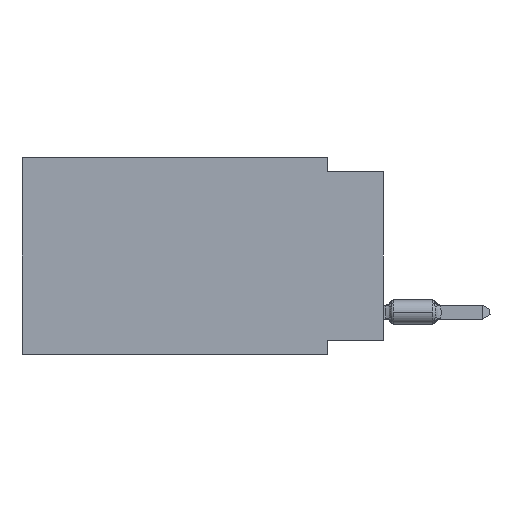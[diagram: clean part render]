
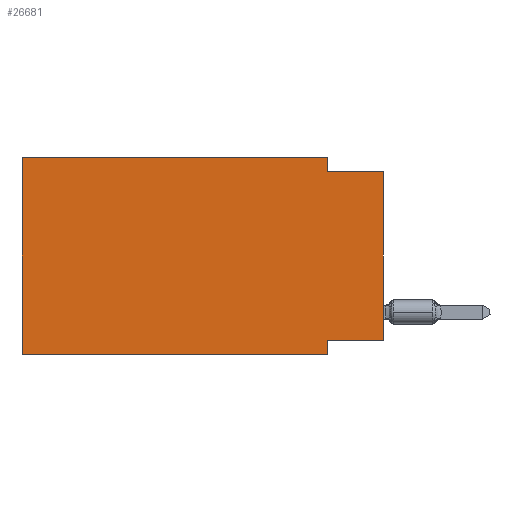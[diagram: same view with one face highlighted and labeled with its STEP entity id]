
A CAD part, left-side view. The second image highlights one B-rep face of the part: STEP entity #26681.
In plain terms, the highlighted planar face has unit normal (-1, 0, 0).
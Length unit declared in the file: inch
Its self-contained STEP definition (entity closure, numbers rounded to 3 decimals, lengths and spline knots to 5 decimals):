
#620 = ORIENTED_EDGE ( 'NONE', *, *, #9437, .F. ) ;
#960 = LINE ( 'NONE', #15586, #25190 ) ;
#1403 = EDGE_CURVE ( 'NONE', #18054, #28425, #9945, .T. ) ;
#1813 = VERTEX_POINT ( 'NONE', #12056 ) ;
#1883 = EDGE_CURVE ( 'NONE', #18054, #13291, #30283, .T. ) ;
#2787 = EDGE_CURVE ( 'NONE', #1813, #10255, #18089, .T. ) ;
#3081 = EDGE_CURVE ( 'NONE', #9881, #12187, #960, .T. ) ;
#3468 = CARTESIAN_POINT ( 'NONE',  ( 0., 0.645, -0.35 ) ) ;
#4660 = DIRECTION ( 'NONE',  ( 0., 1., 0. ) ) ;
#4715 = CARTESIAN_POINT ( 'NONE',  ( 0., 0.1, -0.325 ) ) ;
#5021 = VECTOR ( 'NONE', #19604, 39.37008 ) ;
#5112 = CARTESIAN_POINT ( 'NONE',  ( 0., 0.645, 0. ) ) ;
#5489 = VECTOR ( 'NONE', #15015, 39.37008 ) ;
#5676 = DIRECTION ( 'NONE',  ( 0., 0., 1. ) ) ;
#5986 = ORIENTED_EDGE ( 'NONE', *, *, #12317, .F. ) ;
#6381 = CARTESIAN_POINT ( 'NONE',  ( 0., 0.1, -0.35 ) ) ;
#7580 = CARTESIAN_POINT ( 'NONE',  ( 0., 0.1, 0. ) ) ;
#7626 = LINE ( 'NONE', #17024, #25457 ) ;
#7791 = ORIENTED_EDGE ( 'NONE', *, *, #16135, .F. ) ;
#8119 = PLANE ( 'NONE',  #28826 ) ;
#8844 = ORIENTED_EDGE ( 'NONE', *, *, #1403, .T. ) ;
#9021 = CARTESIAN_POINT ( 'NONE',  ( 0., 0.645, 0. ) ) ;
#9135 = CARTESIAN_POINT ( 'NONE',  ( 0., 0., -0.325 ) ) ;
#9263 = DIRECTION ( 'NONE',  ( 0., -1., 0. ) ) ;
#9437 = EDGE_CURVE ( 'NONE', #13291, #10545, #20819, .T. ) ;
#9881 = VERTEX_POINT ( 'NONE', #24342 ) ;
#9945 = LINE ( 'NONE', #3468, #5489 ) ;
#10255 = VERTEX_POINT ( 'NONE', #4715 ) ;
#10545 = VERTEX_POINT ( 'NONE', #7580 ) ;
#11573 = CARTESIAN_POINT ( 'NONE',  ( 0., 0., -0.025 ) ) ;
#12010 = LINE ( 'NONE', #17254, #26976 ) ;
#12056 = CARTESIAN_POINT ( 'NONE',  ( 0., 0., -0.325 ) ) ;
#12187 = VERTEX_POINT ( 'NONE', #11573 ) ;
#12317 = EDGE_CURVE ( 'NONE', #10545, #9881, #28704, .T. ) ;
#12596 = DIRECTION ( 'NONE',  ( 0., 0., -1. ) ) ;
#12642 = ORIENTED_EDGE ( 'NONE', *, *, #1883, .F. ) ;
#13128 = DIRECTION ( 'NONE',  ( 0., -1., 0. ) ) ;
#13291 = VERTEX_POINT ( 'NONE', #5112 ) ;
#13664 = ORIENTED_EDGE ( 'NONE', *, *, #23457, .T. ) ;
#15015 = DIRECTION ( 'NONE',  ( 0., -1., 0. ) ) ;
#15586 = CARTESIAN_POINT ( 'NONE',  ( 0., 0., -0.025 ) ) ;
#16135 = EDGE_CURVE ( 'NONE', #10255, #28425, #7626, .T. ) ;
#17024 = CARTESIAN_POINT ( 'NONE',  ( 0., 0.1, -0.35 ) ) ;
#17082 = EDGE_LOOP ( 'NONE', ( #13664, #19319, #5986, #620, #12642, #8844, #7791, #24090 ) ) ;
#17183 = VECTOR ( 'NONE', #23075, 39.37008 ) ;
#17254 = CARTESIAN_POINT ( 'NONE',  ( 0., 0., 0. ) ) ;
#17284 = CARTESIAN_POINT ( 'NONE',  ( 0., 0.1, 0. ) ) ;
#17972 = DIRECTION ( 'NONE',  ( 1., 0., 0. ) ) ;
#18054 = VERTEX_POINT ( 'NONE', #21743 ) ;
#18089 = LINE ( 'NONE', #9135, #20255 ) ;
#19319 = ORIENTED_EDGE ( 'NONE', *, *, #3081, .F. ) ;
#19604 = DIRECTION ( 'NONE',  ( 0., 0., -1. ) ) ;
#20255 = VECTOR ( 'NONE', #4660, 39.37008 ) ;
#20819 = LINE ( 'NONE', #27920, #21992 ) ;
#21743 = CARTESIAN_POINT ( 'NONE',  ( 0., 0.645, -0.35 ) ) ;
#21992 = VECTOR ( 'NONE', #9263, 39.37008 ) ;
#22169 = CARTESIAN_POINT ( 'NONE',  ( 0., 0.645, 0. ) ) ;
#23075 = DIRECTION ( 'NONE',  ( 0., 0., 1. ) ) ;
#23457 = EDGE_CURVE ( 'NONE', #1813, #12187, #12010, .T. ) ;
#24090 = ORIENTED_EDGE ( 'NONE', *, *, #2787, .F. ) ;
#24287 = DIRECTION ( 'NONE',  ( 0., 0., -1. ) ) ;
#24342 = CARTESIAN_POINT ( 'NONE',  ( 0., 0.1, -0.025 ) ) ;
#24639 = FACE_OUTER_BOUND ( 'NONE', #17082, .T. ) ;
#25190 = VECTOR ( 'NONE', #13128, 39.37008 ) ;
#25457 = VECTOR ( 'NONE', #24287, 39.37008 ) ;
#26681 = ADVANCED_FACE ( 'NONE', ( #24639 ), #8119, .F. ) ;
#26976 = VECTOR ( 'NONE', #5676, 39.37008 ) ;
#27920 = CARTESIAN_POINT ( 'NONE',  ( 0., 0.645, 0. ) ) ;
#28425 = VERTEX_POINT ( 'NONE', #6381 ) ;
#28704 = LINE ( 'NONE', #17284, #5021 ) ;
#28826 = AXIS2_PLACEMENT_3D ( 'NONE', #22169, #17972, #12596 ) ;
#30283 = LINE ( 'NONE', #9021, #17183 ) ;
